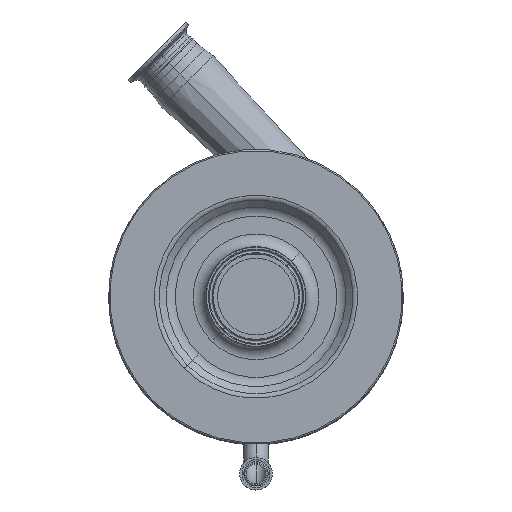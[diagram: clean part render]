
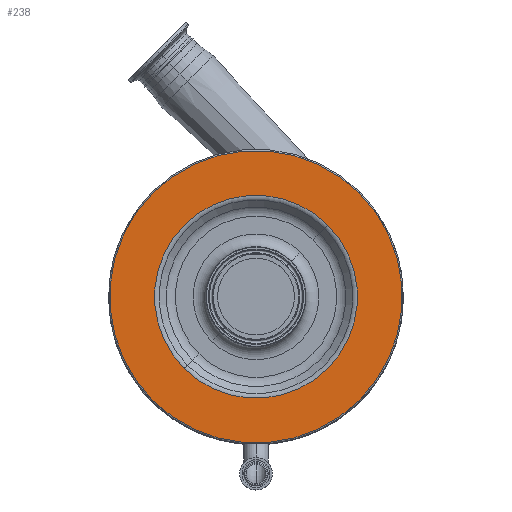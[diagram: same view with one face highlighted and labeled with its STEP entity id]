
A CAD part, top view. The second image highlights one B-rep face of the part: STEP entity #238.
In plain terms, the highlighted planar face has unit normal (0, 0, 1).
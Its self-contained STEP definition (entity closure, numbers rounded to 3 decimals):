
#238 = ADVANCED_FACE ( 'NONE', ( #14502, #594 ), #24902, .T. ) ;
#594 = FACE_BOUND ( 'NONE', #25000, .T. ) ;
#901 = DIRECTION ( 'NONE',  ( 0., 0., -1. ) ) ;
#1225 = CARTESIAN_POINT ( 'NONE',  ( -55.912, -55.912, 227.5 ) ) ;
#2926 = DIRECTION ( 'NONE',  ( 0.707, 0.707, 0. ) ) ;
#2992 = VERTEX_POINT ( 'NONE', #1225 ) ;
#3034 = CARTESIAN_POINT ( 'NONE',  ( -80.61, -80.61, 227.5 ) ) ;
#3857 = CIRCLE ( 'NONE', #6867, 114. ) ;
#4037 = ORIENTED_EDGE ( 'NONE', *, *, #23413, .F. ) ;
#4379 = CIRCLE ( 'NONE', #15457, 79.071 ) ;
#6331 = CIRCLE ( 'NONE', #7588, 79.071 ) ;
#6597 = CARTESIAN_POINT ( 'NONE',  ( 80.61, 80.61, 227.5 ) ) ;
#6867 = AXIS2_PLACEMENT_3D ( 'NONE', #26218, #8183, #12206 ) ;
#7588 = AXIS2_PLACEMENT_3D ( 'NONE', #12862, #8710, #2926 ) ;
#8049 = DIRECTION ( 'NONE',  ( 0., 0., -1. ) ) ;
#8183 = DIRECTION ( 'NONE',  ( 0., 0., -1. ) ) ;
#8348 = CARTESIAN_POINT ( 'NONE',  ( -55.912, 55.912, 227.5 ) ) ;
#8710 = DIRECTION ( 'NONE',  ( 0., 0., -1. ) ) ;
#12206 = DIRECTION ( 'NONE',  ( 0.707, 0.707, 0. ) ) ;
#12471 = AXIS2_PLACEMENT_3D ( 'NONE', #8348, #16497, #22769 ) ;
#12862 = CARTESIAN_POINT ( 'NONE',  ( 0., 0., 227.5 ) ) ;
#13071 = CARTESIAN_POINT ( 'NONE',  ( 0., 0., 227.5 ) ) ;
#14446 = CARTESIAN_POINT ( 'NONE',  ( 55.912, 55.912, 227.5 ) ) ;
#14502 = FACE_OUTER_BOUND ( 'NONE', #18723, .T. ) ;
#15457 = AXIS2_PLACEMENT_3D ( 'NONE', #13071, #901, #19074 ) ;
#15998 = VERTEX_POINT ( 'NONE', #3034 ) ;
#16497 = DIRECTION ( 'NONE',  ( 0., 0., 1. ) ) ;
#16830 = VERTEX_POINT ( 'NONE', #6597 ) ;
#17796 = CARTESIAN_POINT ( 'NONE',  ( 0., 0., 227.5 ) ) ;
#18608 = EDGE_CURVE ( 'NONE', #15998, #16830, #26301, .T. ) ;
#18723 = EDGE_LOOP ( 'NONE', ( #4037, #20808 ) ) ;
#19074 = DIRECTION ( 'NONE',  ( 0.707, 0.707, 0. ) ) ;
#20226 = ORIENTED_EDGE ( 'NONE', *, *, #22728, .T. ) ;
#20341 = AXIS2_PLACEMENT_3D ( 'NONE', #17796, #8049, #24339 ) ;
#20808 = ORIENTED_EDGE ( 'NONE', *, *, #18608, .F. ) ;
#20851 = VERTEX_POINT ( 'NONE', #14446 ) ;
#21424 = ORIENTED_EDGE ( 'NONE', *, *, #25656, .T. ) ;
#22728 = EDGE_CURVE ( 'NONE', #2992, #20851, #6331, .T. ) ;
#22769 = DIRECTION ( 'NONE',  ( 0., -1., 0. ) ) ;
#23413 = EDGE_CURVE ( 'NONE', #16830, #15998, #3857, .T. ) ;
#24339 = DIRECTION ( 'NONE',  ( 0.707, 0.707, 0. ) ) ;
#24902 = PLANE ( 'NONE',  #12471 ) ;
#25000 = EDGE_LOOP ( 'NONE', ( #21424, #20226 ) ) ;
#25656 = EDGE_CURVE ( 'NONE', #20851, #2992, #4379, .T. ) ;
#26218 = CARTESIAN_POINT ( 'NONE',  ( 0., 0., 227.5 ) ) ;
#26301 = CIRCLE ( 'NONE', #20341, 114. ) ;
